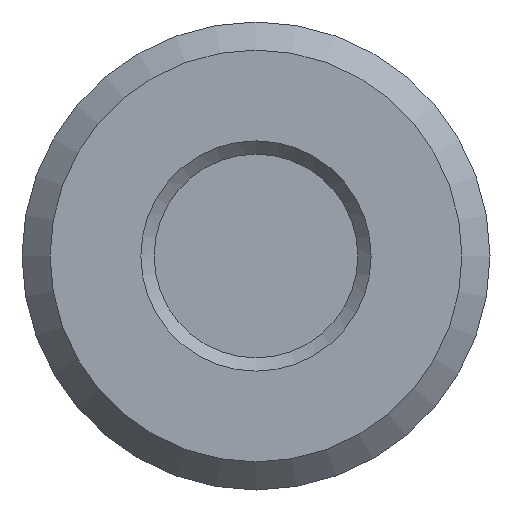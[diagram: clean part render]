
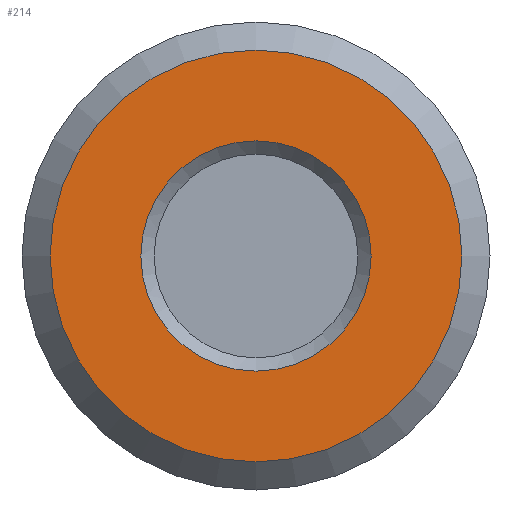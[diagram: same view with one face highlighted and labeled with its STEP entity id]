
A CAD part, front view. The second image highlights one B-rep face of the part: STEP entity #214.
In plain terms, the highlighted planar face has unit normal (0, -1, 0).
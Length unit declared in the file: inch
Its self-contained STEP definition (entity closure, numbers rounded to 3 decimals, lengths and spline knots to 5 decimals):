
#21 = FACE_BOUND ( 'NONE', #346, .T. ) ;
#38 = ORIENTED_EDGE ( 'NONE', *, *, #404, .F. ) ;
#55 = DIRECTION ( 'NONE',  ( 0., 0., 1. ) ) ;
#90 = DIRECTION ( 'NONE',  ( 0., 0., 1. ) ) ;
#94 = CARTESIAN_POINT ( 'NONE',  ( 0., 0., 0. ) ) ;
#116 = AXIS2_PLACEMENT_3D ( 'NONE', #94, #360, #55 ) ;
#127 = CARTESIAN_POINT ( 'NONE',  ( 0., 0., 0.11 ) ) ;
#133 = ORIENTED_EDGE ( 'NONE', *, *, #493, .T. ) ;
#150 = DIRECTION ( 'NONE',  ( 0., -1., 0. ) ) ;
#179 = AXIS2_PLACEMENT_3D ( 'NONE', #237, #150, #403 ) ;
#214 = ADVANCED_FACE ( 'NONE', ( #21, #463 ), #242, .T. ) ;
#236 = EDGE_LOOP ( 'NONE', ( #38 ) ) ;
#237 = CARTESIAN_POINT ( 'NONE',  ( -0.06151, 0., 0. ) ) ;
#242 = PLANE ( 'NONE',  #179 ) ;
#293 = VERTEX_POINT ( 'NONE', #515 ) ;
#296 = CIRCLE ( 'NONE', #116, 0.11 ) ;
#346 = EDGE_LOOP ( 'NONE', ( #133 ) ) ;
#360 = DIRECTION ( 'NONE',  ( 0., 1., 0. ) ) ;
#387 = CIRCLE ( 'NONE', #462, 0.06151 ) ;
#403 = DIRECTION ( 'NONE',  ( 0., 0., -1. ) ) ;
#404 = EDGE_CURVE ( 'NONE', #512, #512, #296, .T. ) ;
#456 = DIRECTION ( 'NONE',  ( 0., 1., 0. ) ) ;
#461 = CARTESIAN_POINT ( 'NONE',  ( 0., 0., 0. ) ) ;
#462 = AXIS2_PLACEMENT_3D ( 'NONE', #461, #456, #90 ) ;
#463 = FACE_OUTER_BOUND ( 'NONE', #236, .T. ) ;
#493 = EDGE_CURVE ( 'NONE', #293, #293, #387, .T. ) ;
#512 = VERTEX_POINT ( 'NONE', #127 ) ;
#515 = CARTESIAN_POINT ( 'NONE',  ( 0., 0., 0.06151 ) ) ;
